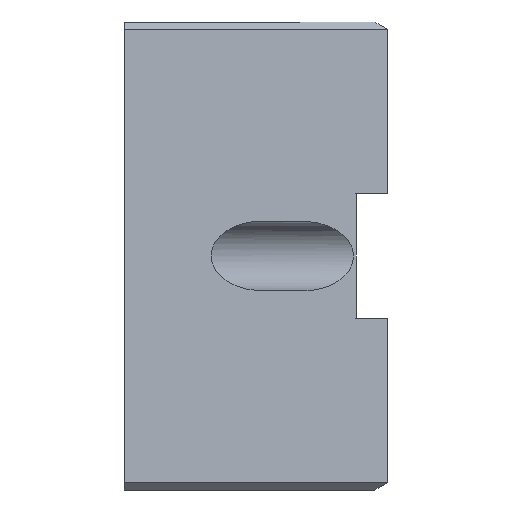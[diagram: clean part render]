
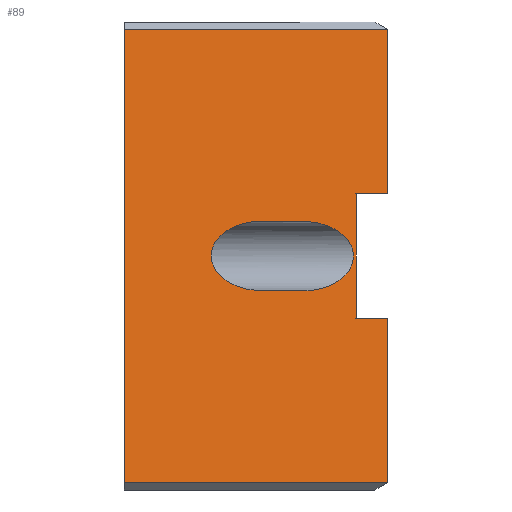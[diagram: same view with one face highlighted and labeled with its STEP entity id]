
A CAD part, left-side view. The second image highlights one B-rep face of the part: STEP entity #89.
In plain terms, the highlighted planar face has unit normal (-0.821, -0.57, 0).
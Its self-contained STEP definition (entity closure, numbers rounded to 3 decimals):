
#89=ADVANCED_FACE('',(#288,#290),#292,.T.);
#288=FACE_BOUND('',#289,.T.);
#289=EDGE_LOOP('',(#443,#444,#445,#446,#447,#448,#449,#450));
#290=FACE_BOUND('',#291,.T.);
#291=EDGE_LOOP('',(#451,#452,#453,#454));
#292=PLANE('',#293);
#293=AXIS2_PLACEMENT_3D('',#294,#295,#296);
#294=CARTESIAN_POINT('',(-25.,0.,0.));
#295=DIRECTION('',(-0.821,-0.57,0.));
#296=DIRECTION('',(0.57,-0.821,0.));
#443=ORIENTED_EDGE('',*,*,#565,.T.);
#444=ORIENTED_EDGE('',*,*,#566,.T.);
#445=ORIENTED_EDGE('',*,*,#567,.T.);
#446=ORIENTED_EDGE('',*,*,#568,.T.);
#447=ORIENTED_EDGE('',*,*,#569,.T.);
#448=ORIENTED_EDGE('',*,*,#570,.T.);
#449=ORIENTED_EDGE('',*,*,#571,.F.);
#450=ORIENTED_EDGE('',*,*,#572,.F.);
#451=ORIENTED_EDGE('',*,*,#573,.T.);
#452=ORIENTED_EDGE('',*,*,#574,.T.);
#453=ORIENTED_EDGE('',*,*,#575,.T.);
#454=ORIENTED_EDGE('',*,*,#576,.T.);
#565=EDGE_CURVE('',#638,#639,#640,.T.);
#566=EDGE_CURVE('',#639,#641,#642,.T.);
#567=EDGE_CURVE('',#641,#643,#644,.F.);
#568=EDGE_CURVE('',#643,#645,#646,.T.);
#569=EDGE_CURVE('',#645,#647,#648,.F.);
#570=EDGE_CURVE('',#647,#649,#650,.T.);
#571=EDGE_CURVE('',#651,#649,#652,.T.);
#572=EDGE_CURVE('',#638,#651,#653,.T.);
#573=EDGE_CURVE('',#654,#655,#656,.F.);
#574=EDGE_CURVE('',#655,#657,#658,.T.);
#575=EDGE_CURVE('',#657,#659,#660,.F.);
#576=EDGE_CURVE('',#659,#654,#661,.T.);
#638=VERTEX_POINT('',#777);
#639=VERTEX_POINT('',#778);
#640=LINE('',#779,#780);
#641=VERTEX_POINT('',#782);
#642=LINE('',#783,#784);
#643=VERTEX_POINT('',#786);
#644=LINE('',#787,#788);
#645=VERTEX_POINT('',#790);
#646=LINE('',#791,#792);
#647=VERTEX_POINT('',#794);
#648=LINE('',#795,#796);
#649=VERTEX_POINT('',#798);
#650=LINE('',#799,#800);
#651=VERTEX_POINT('',#802);
#652=LINE('',#803,#804);
#653=LINE('',#806,#807);
#654=VERTEX_POINT('',#809);
#655=VERTEX_POINT('',#810);
#656=LINE('',#811,#812);
#657=VERTEX_POINT('',#814);
#658=(BOUNDED_CURVE()B_SPLINE_CURVE(3,
(#815,#816,#817,#818),
.UNSPECIFIED.,.F.,.F.)B_SPLINE_CURVE_WITH_KNOTS((4,4),
(0.,1.),
.UNSPECIFIED.)CURVE()GEOMETRIC_REPRESENTATION_ITEM()RATIONAL_B_SPLINE_CURVE((1.,
0.333,0.333,1.))REPRESENTATION_ITEM(''));
#659=VERTEX_POINT('',#819);
#660=LINE('',#820,#821);
#661=(BOUNDED_CURVE()B_SPLINE_CURVE(3,
(#823,#824,#825,#826),
.UNSPECIFIED.,.F.,.F.)B_SPLINE_CURVE_WITH_KNOTS((4,4),
(0.,1.),
.UNSPECIFIED.)CURVE()GEOMETRIC_REPRESENTATION_ITEM()RATIONAL_B_SPLINE_CURVE((1.,
0.333,0.333,1.))REPRESENTATION_ITEM(''));
#777=CARTESIAN_POINT('',(-25.,0.,1.));
#778=CARTESIAN_POINT('',(0.,-36.,1.));
#779=CARTESIAN_POINT('',(-25.,0.,1.));
#780=VECTOR('',#781,1.);
#781=DIRECTION('',(0.57,-0.821,0.));
#782=CARTESIAN_POINT('',(0.,-36.,23.5));
#783=CARTESIAN_POINT('',(0.,-36.,1.));
#784=VECTOR('',#785,1.);
#785=DIRECTION('',(0.,0.,1.));
#786=CARTESIAN_POINT('',(-3.,-31.68,23.5));
#787=CARTESIAN_POINT('',(-3.,-31.68,23.5));
#788=VECTOR('',#789,1.);
#789=DIRECTION('',(0.57,-0.821,0.));
#790=CARTESIAN_POINT('',(-3.,-31.68,40.5));
#791=CARTESIAN_POINT('',(-3.,-31.68,23.5));
#792=VECTOR('',#793,1.);
#793=DIRECTION('',(0.,0.,1.));
#794=CARTESIAN_POINT('',(0.,-36.,40.5));
#795=CARTESIAN_POINT('',(0.,-36.,40.5));
#796=VECTOR('',#797,1.);
#797=DIRECTION('',(-0.57,0.821,0.));
#798=CARTESIAN_POINT('',(0.,-36.,63.));
#799=CARTESIAN_POINT('',(0.,-36.,40.5));
#800=VECTOR('',#801,1.);
#801=DIRECTION('',(0.,0.,1.));
#802=CARTESIAN_POINT('',(-25.,0.,63.));
#803=CARTESIAN_POINT('',(-25.,0.,63.));
#804=VECTOR('',#805,1.);
#805=DIRECTION('',(0.57,-0.821,0.));
#806=CARTESIAN_POINT('',(-25.,0.,1.));
#807=VECTOR('',#808,1.);
#808=DIRECTION('',(0.,0.,1.));
#809=CARTESIAN_POINT('',(-12.,-18.72,36.75));
#810=CARTESIAN_POINT('',(-8.,-24.48,36.75));
#811=CARTESIAN_POINT('',(-8.,-24.48,36.75));
#812=VECTOR('',#813,1.);
#813=DIRECTION('',(-0.57,0.821,0.));
#814=CARTESIAN_POINT('',(-8.,-24.48,27.25));
#815=CARTESIAN_POINT('',(-8.,-24.48,36.75));
#816=CARTESIAN_POINT('',(1.5,-38.16,36.75));
#817=CARTESIAN_POINT('',(1.5,-38.16,27.25));
#818=CARTESIAN_POINT('',(-8.,-24.48,27.25));
#819=CARTESIAN_POINT('',(-12.,-18.72,27.25));
#820=CARTESIAN_POINT('',(-12.,-18.72,27.25));
#821=VECTOR('',#822,1.);
#822=DIRECTION('',(0.57,-0.821,0.));
#823=CARTESIAN_POINT('',(-12.,-18.72,27.25));
#824=CARTESIAN_POINT('',(-21.5,-5.04,27.25));
#825=CARTESIAN_POINT('',(-21.5,-5.04,36.75));
#826=CARTESIAN_POINT('',(-12.,-18.72,36.75));
